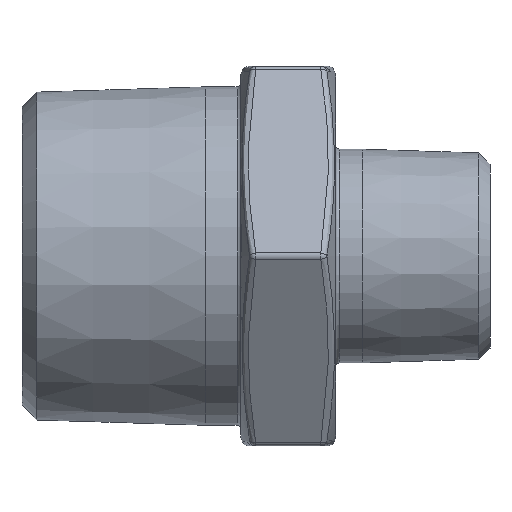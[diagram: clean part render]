
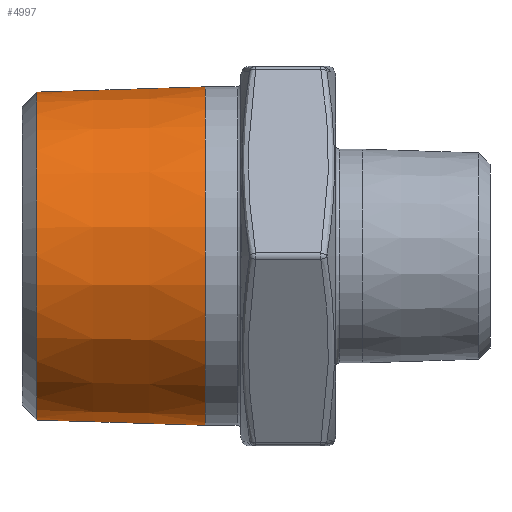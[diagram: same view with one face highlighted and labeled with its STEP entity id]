
A CAD part, front view. The second image highlights one B-rep face of the part: STEP entity #4997.
In plain terms, the highlighted conical face has half-angle 1.79 degrees and reference radius 13.22 mm.
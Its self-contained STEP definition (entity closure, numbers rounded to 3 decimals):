
#850 = CIRCLE ( 'NONE', #12745, 12.96 ) ;
#1898 = FACE_OUTER_BOUND ( 'NONE', #12914, .T. ) ;
#2539 = CARTESIAN_POINT ( 'NONE',  ( 1.161, 0., 12.96 ) ) ;
#3147 = CIRCLE ( 'NONE', #5775, 13.377 ) ;
#3228 = AXIS2_PLACEMENT_3D ( 'NONE', #11658, #9155, #11974 ) ;
#4593 = EDGE_CURVE ( 'NONE', #11218, #11218, #850, .T. ) ;
#4997 = ADVANCED_FACE ( 'NONE', ( #15481, #1898 ), #8219, .T. ) ;
#5775 = AXIS2_PLACEMENT_3D ( 'NONE', #7627, #12591, #6484 ) ;
#5963 = ORIENTED_EDGE ( 'NONE', *, *, #14572, .T. ) ;
#6092 = VERTEX_POINT ( 'NONE', #14965 ) ;
#6484 = DIRECTION ( 'NONE',  ( 0., 0., 1. ) ) ;
#7069 = DIRECTION ( 'NONE',  ( 0., 0., 1. ) ) ;
#7627 = CARTESIAN_POINT ( 'NONE',  ( 14.5, 0., 0. ) ) ;
#8219 = CONICAL_SURFACE ( 'NONE', #3228, 13.22, 0.031 ) ;
#8460 = CARTESIAN_POINT ( 'NONE',  ( 1.161, 0., 0. ) ) ;
#9155 = DIRECTION ( 'NONE',  ( 1., 0., 0. ) ) ;
#9792 = ORIENTED_EDGE ( 'NONE', *, *, #4593, .T. ) ;
#11218 = VERTEX_POINT ( 'NONE', #2539 ) ;
#11658 = CARTESIAN_POINT ( 'NONE',  ( 9.5, 0., 0. ) ) ;
#11974 = DIRECTION ( 'NONE',  ( 0., 0., -1. ) ) ;
#12268 = DIRECTION ( 'NONE',  ( 1., 0., 0. ) ) ;
#12295 = EDGE_LOOP ( 'NONE', ( #9792 ) ) ;
#12591 = DIRECTION ( 'NONE',  ( -1., 0., 0. ) ) ;
#12745 = AXIS2_PLACEMENT_3D ( 'NONE', #8460, #12268, #7069 ) ;
#12914 = EDGE_LOOP ( 'NONE', ( #5963 ) ) ;
#14572 = EDGE_CURVE ( 'NONE', #6092, #6092, #3147, .T. ) ;
#14965 = CARTESIAN_POINT ( 'NONE',  ( 14.5, 0., 13.377 ) ) ;
#15481 = FACE_BOUND ( 'NONE', #12295, .T. ) ;
